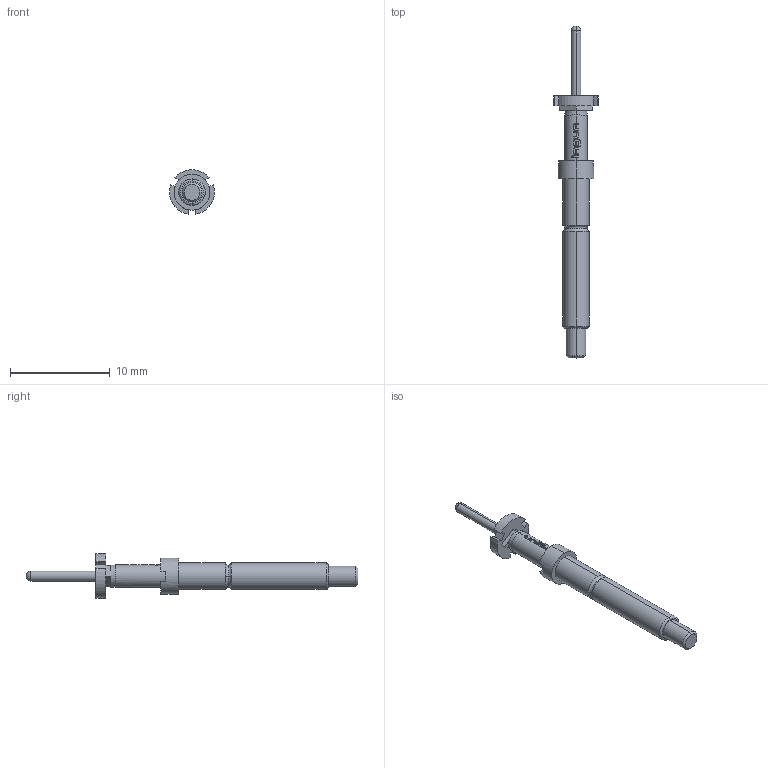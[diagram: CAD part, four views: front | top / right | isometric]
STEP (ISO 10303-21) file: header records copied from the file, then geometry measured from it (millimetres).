
FILE_DESCRIPTION (( 'STEP AP203' ), '1' );
FILE_NAME ('INGUN_T-888_305_100_700_450Axx02M.STEP', '2023-09-05T12:56:38', ( '' ), ( '' ), 'SwSTEP 2.0', 'SolidWorks 2021', '' );
FILE_SCHEMA (( 'CONFIG_CONTROL_DESIGN' ));
Length unit declared in the file: millimetre
Products named in the file (1): INGUN_T-888_305_100_700_450Axx02M
Bounding box: 4.5 x 33.3 x 4.46 mm (x, y, z)
Volume: 150.2 mm3; surface area: 286.1 mm2
Topology: 1 solids, 1 shells, 129 faces, 357 edges, 233 vertices
Faces by surface type: plane 70, cylinder 25, bspline 22, torus 6, cone 4, sphere 2
Entity records: 4462 total; most frequent: CARTESIAN_POINT 1234, ORIENTED_EDGE 706, DIRECTION 603, EDGE_CURVE 353, VERTEX_POINT 231, AXIS2_PLACEMENT_3D 228, LINE 147, VECTOR 147
